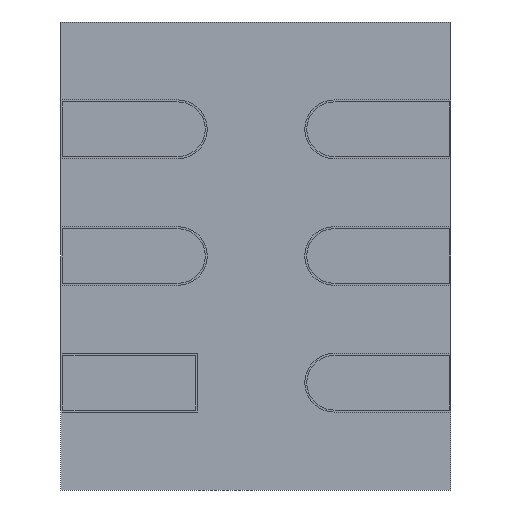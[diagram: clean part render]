
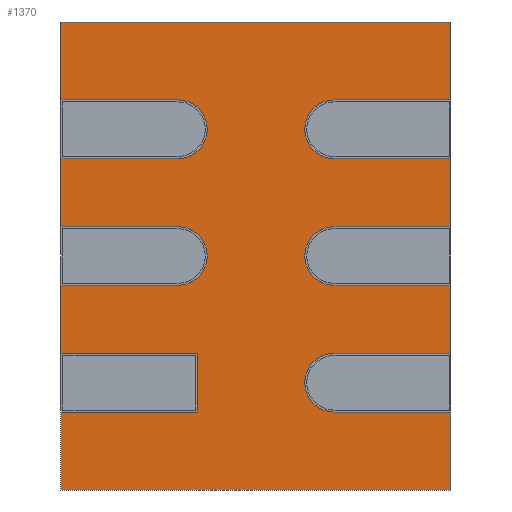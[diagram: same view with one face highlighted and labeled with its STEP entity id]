
A CAD part, front view. The second image highlights one B-rep face of the part: STEP entity #1370.
In plain terms, the highlighted planar face has unit normal (0, -1, 0).
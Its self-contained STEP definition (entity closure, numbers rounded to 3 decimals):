
#76=LINE('',#2006,#236);
#80=LINE('',#2015,#240);
#85=LINE('',#2025,#245);
#87=LINE('',#2028,#247);
#91=LINE('',#2036,#251);
#95=LINE('',#2044,#255);
#98=LINE('',#2050,#258);
#101=LINE('',#2056,#261);
#104=LINE('',#2061,#264);
#106=LINE('',#2066,#266);
#111=LINE('',#2080,#271);
#114=LINE('',#2086,#274);
#118=LINE('',#2097,#278);
#120=LINE('',#2101,#280);
#124=LINE('',#2112,#284);
#128=LINE('',#2125,#288);
#131=LINE('',#2131,#291);
#134=LINE('',#2138,#294);
#135=LINE('',#2142,#295);
#136=LINE('',#2143,#296);
#137=LINE('',#2144,#297);
#138=LINE('',#2145,#298);
#139=LINE('',#2146,#299);
#236=VECTOR('',#1650,10.);
#240=VECTOR('',#1656,10.);
#245=VECTOR('',#1663,10.);
#247=VECTOR('',#1665,10.);
#251=VECTOR('',#1669,10.);
#255=VECTOR('',#1673,10.);
#258=VECTOR('',#1678,10.);
#261=VECTOR('',#1683,10.);
#264=VECTOR('',#1688,10.);
#266=VECTOR('',#1692,10.);
#271=VECTOR('',#1705,10.);
#274=VECTOR('',#1710,10.);
#278=VECTOR('',#1722,10.);
#280=VECTOR('',#1726,10.);
#284=VECTOR('',#1738,10.);
#288=VECTOR('',#1750,10.);
#291=VECTOR('',#1755,10.);
#294=VECTOR('',#1760,10.);
#295=VECTOR('',#1763,10.);
#296=VECTOR('',#1764,10.);
#297=VECTOR('',#1765,10.);
#298=VECTOR('',#1766,10.);
#299=VECTOR('',#1767,10.);
#434=PLANE('',#1472);
#515=FACE_OUTER_BOUND('',#588,.T.);
#588=EDGE_LOOP('',(#1152,#1153,#1154,#1155,#1156,#1157,#1158,#1159,#1160,
#1161,#1162,#1163,#1164,#1165,#1166,#1167,#1168,#1169,#1170,#1171,#1172,
#1173,#1174,#1175,#1176,#1177,#1178,#1179));
#631=CIRCLE('',#1454,0.15);
#633=CIRCLE('',#1459,0.15);
#635=CIRCLE('',#1464,0.15);
#637=CIRCLE('',#1468,0.15);
#639=CIRCLE('',#1473,0.15);
#691=VERTEX_POINT('',#2004);
#692=VERTEX_POINT('',#2005);
#695=VERTEX_POINT('',#2013);
#696=VERTEX_POINT('',#2014);
#700=VERTEX_POINT('',#2023);
#701=VERTEX_POINT('',#2027);
#704=VERTEX_POINT('',#2033);
#705=VERTEX_POINT('',#2035);
#708=VERTEX_POINT('',#2041);
#709=VERTEX_POINT('',#2043);
#711=VERTEX_POINT('',#2049);
#713=VERTEX_POINT('',#2055);
#715=VERTEX_POINT('',#2064);
#716=VERTEX_POINT('',#2065);
#719=VERTEX_POINT('',#2073);
#721=VERTEX_POINT('',#2079);
#723=VERTEX_POINT('',#2085);
#725=VERTEX_POINT('',#2091);
#727=VERTEX_POINT('',#2100);
#729=VERTEX_POINT('',#2106);
#731=VERTEX_POINT('',#2115);
#732=VERTEX_POINT('',#2116);
#735=VERTEX_POINT('',#2124);
#737=VERTEX_POINT('',#2130);
#739=VERTEX_POINT('',#2136);
#740=VERTEX_POINT('',#2137);
#741=VERTEX_POINT('',#2139);
#742=VERTEX_POINT('',#2141);
#837=EDGE_CURVE('',#691,#692,#76,.T.);
#841=EDGE_CURVE('',#695,#696,#80,.T.);
#846=EDGE_CURVE('',#700,#691,#85,.T.);
#848=EDGE_CURVE('',#696,#701,#87,.T.);
#852=EDGE_CURVE('',#704,#705,#91,.T.);
#856=EDGE_CURVE('',#708,#709,#95,.T.);
#859=EDGE_CURVE('',#704,#711,#98,.T.);
#862=EDGE_CURVE('',#711,#713,#101,.T.);
#865=EDGE_CURVE('',#713,#701,#104,.T.);
#867=EDGE_CURVE('',#715,#716,#106,.T.);
#871=EDGE_CURVE('',#716,#719,#631,.T.);
#874=EDGE_CURVE('',#719,#721,#111,.T.);
#877=EDGE_CURVE('',#708,#723,#114,.T.);
#880=EDGE_CURVE('',#723,#725,#633,.T.);
#883=EDGE_CURVE('',#725,#705,#118,.T.);
#885=EDGE_CURVE('',#700,#727,#120,.T.);
#888=EDGE_CURVE('',#727,#729,#635,.T.);
#891=EDGE_CURVE('',#729,#709,#124,.T.);
#893=EDGE_CURVE('',#731,#732,#637,.T.);
#897=EDGE_CURVE('',#732,#735,#128,.T.);
#900=EDGE_CURVE('',#737,#731,#131,.T.);
#903=EDGE_CURVE('',#739,#740,#134,.T.);
#904=EDGE_CURVE('',#740,#741,#639,.T.);
#905=EDGE_CURVE('',#741,#742,#135,.T.);
#906=EDGE_CURVE('',#692,#742,#136,.T.);
#907=EDGE_CURVE('',#715,#695,#137,.T.);
#908=EDGE_CURVE('',#737,#721,#138,.T.);
#909=EDGE_CURVE('',#739,#735,#139,.T.);
#1152=ORIENTED_EDGE('',*,*,#903,.T.);
#1153=ORIENTED_EDGE('',*,*,#904,.T.);
#1154=ORIENTED_EDGE('',*,*,#905,.T.);
#1155=ORIENTED_EDGE('',*,*,#906,.F.);
#1156=ORIENTED_EDGE('',*,*,#837,.F.);
#1157=ORIENTED_EDGE('',*,*,#846,.F.);
#1158=ORIENTED_EDGE('',*,*,#885,.T.);
#1159=ORIENTED_EDGE('',*,*,#888,.T.);
#1160=ORIENTED_EDGE('',*,*,#891,.T.);
#1161=ORIENTED_EDGE('',*,*,#856,.F.);
#1162=ORIENTED_EDGE('',*,*,#877,.T.);
#1163=ORIENTED_EDGE('',*,*,#880,.T.);
#1164=ORIENTED_EDGE('',*,*,#883,.T.);
#1165=ORIENTED_EDGE('',*,*,#852,.F.);
#1166=ORIENTED_EDGE('',*,*,#859,.T.);
#1167=ORIENTED_EDGE('',*,*,#862,.T.);
#1168=ORIENTED_EDGE('',*,*,#865,.T.);
#1169=ORIENTED_EDGE('',*,*,#848,.F.);
#1170=ORIENTED_EDGE('',*,*,#841,.F.);
#1171=ORIENTED_EDGE('',*,*,#907,.F.);
#1172=ORIENTED_EDGE('',*,*,#867,.T.);
#1173=ORIENTED_EDGE('',*,*,#871,.T.);
#1174=ORIENTED_EDGE('',*,*,#874,.T.);
#1175=ORIENTED_EDGE('',*,*,#908,.F.);
#1176=ORIENTED_EDGE('',*,*,#900,.T.);
#1177=ORIENTED_EDGE('',*,*,#893,.T.);
#1178=ORIENTED_EDGE('',*,*,#897,.T.);
#1179=ORIENTED_EDGE('',*,*,#909,.F.);
#1370=ADVANCED_FACE('',(#515),#434,.F.);
#1454=AXIS2_PLACEMENT_3D('',#2074,#1698,#1699);
#1459=AXIS2_PLACEMENT_3D('',#2092,#1715,#1716);
#1464=AXIS2_PLACEMENT_3D('',#2107,#1731,#1732);
#1468=AXIS2_PLACEMENT_3D('',#2117,#1742,#1743);
#1472=AXIS2_PLACEMENT_3D('',#2135,#1758,#1759);
#1473=AXIS2_PLACEMENT_3D('',#2140,#1761,#1762);
#1650=DIRECTION('',(1.,0.,0.));
#1656=DIRECTION('',(-1.,0.,0.));
#1663=DIRECTION('',(0.,0.,1.));
#1665=DIRECTION('',(0.,0.,1.));
#1669=DIRECTION('',(0.,0.,1.));
#1673=DIRECTION('',(0.,0.,1.));
#1678=DIRECTION('',(1.,0.,0.));
#1683=DIRECTION('',(0.,0.,-1.));
#1688=DIRECTION('',(-1.,0.,0.));
#1692=DIRECTION('',(-1.,0.,0.));
#1698=DIRECTION('center_axis',(0.,1.,0.));
#1699=DIRECTION('ref_axis',(0.,0.,-1.));
#1705=DIRECTION('',(1.,0.,0.));
#1710=DIRECTION('',(1.,0.,0.));
#1715=DIRECTION('center_axis',(0.,1.,0.));
#1716=DIRECTION('ref_axis',(0.,0.,1.));
#1722=DIRECTION('',(-1.,0.,0.));
#1726=DIRECTION('',(1.,0.,0.));
#1731=DIRECTION('center_axis',(0.,1.,0.));
#1732=DIRECTION('ref_axis',(0.,0.,1.));
#1738=DIRECTION('',(-1.,0.,0.));
#1742=DIRECTION('center_axis',(0.,1.,0.));
#1743=DIRECTION('ref_axis',(0.,0.,1.));
#1750=DIRECTION('',(1.,0.,0.));
#1755=DIRECTION('',(-1.,0.,0.));
#1758=DIRECTION('center_axis',(0.,1.,0.));
#1759=DIRECTION('ref_axis',(0.,0.,1.));
#1760=DIRECTION('',(-1.,0.,0.));
#1761=DIRECTION('center_axis',(0.,1.,0.));
#1762=DIRECTION('ref_axis',(0.,0.,1.));
#1763=DIRECTION('',(1.,0.,0.));
#1764=DIRECTION('',(0.,0.,-1.));
#1765=DIRECTION('',(0.,0.,-1.));
#1766=DIRECTION('',(0.,0.,-1.));
#1767=DIRECTION('',(0.,0.,-1.));
#2004=CARTESIAN_POINT('',(-1.,0.,1.2));
#2005=CARTESIAN_POINT('',(1.,0.,1.2));
#2006=CARTESIAN_POINT('',(-1.,0.,1.2));
#2013=CARTESIAN_POINT('',(1.,0.,-1.2));
#2014=CARTESIAN_POINT('',(-1.,0.,-1.2));
#2015=CARTESIAN_POINT('',(1.,0.,-1.2));
#2023=CARTESIAN_POINT('',(-1.,0.,0.8));
#2025=CARTESIAN_POINT('',(-1.,0.,-1.2));
#2027=CARTESIAN_POINT('',(-1.,0.,-0.8));
#2028=CARTESIAN_POINT('',(-1.,0.,-1.2));
#2033=CARTESIAN_POINT('',(-1.,0.,-0.5));
#2035=CARTESIAN_POINT('',(-1.,0.,-0.15));
#2036=CARTESIAN_POINT('',(-1.,0.,-1.2));
#2041=CARTESIAN_POINT('',(-1.,0.,0.15));
#2043=CARTESIAN_POINT('',(-1.,0.,0.5));
#2044=CARTESIAN_POINT('',(-1.,0.,-1.2));
#2049=CARTESIAN_POINT('',(-0.3,0.,-0.5));
#2050=CARTESIAN_POINT('',(-0.5,0.,-0.5));
#2055=CARTESIAN_POINT('',(-0.3,0.,-0.8));
#2056=CARTESIAN_POINT('',(-0.3,0.,-0.25));
#2061=CARTESIAN_POINT('',(-0.15,0.,-0.8));
#2064=CARTESIAN_POINT('',(1.,0.,-0.8));
#2065=CARTESIAN_POINT('',(0.4,0.,-0.8));
#2066=CARTESIAN_POINT('',(0.5,0.,-0.8));
#2073=CARTESIAN_POINT('',(0.4,0.,-0.5));
#2074=CARTESIAN_POINT('Origin',(0.4,0.,-0.65));
#2079=CARTESIAN_POINT('',(1.,0.,-0.5));
#2080=CARTESIAN_POINT('',(0.2,0.,-0.5));
#2085=CARTESIAN_POINT('',(-0.4,0.,0.15));
#2086=CARTESIAN_POINT('',(-0.5,0.,0.15));
#2091=CARTESIAN_POINT('',(-0.4,0.,-0.15));
#2092=CARTESIAN_POINT('Origin',(-0.4,0.,0.));
#2097=CARTESIAN_POINT('',(-0.2,0.,-0.15));
#2100=CARTESIAN_POINT('',(-0.4,0.,0.8));
#2101=CARTESIAN_POINT('',(-0.5,0.,0.8));
#2106=CARTESIAN_POINT('',(-0.4,0.,0.5));
#2107=CARTESIAN_POINT('Origin',(-0.4,0.,0.65));
#2112=CARTESIAN_POINT('',(-0.2,0.,0.5));
#2115=CARTESIAN_POINT('',(0.4,0.,-0.15));
#2116=CARTESIAN_POINT('',(0.4,0.,0.15));
#2117=CARTESIAN_POINT('Origin',(0.4,0.,0.));
#2124=CARTESIAN_POINT('',(1.,0.,0.15));
#2125=CARTESIAN_POINT('',(0.2,0.,0.15));
#2130=CARTESIAN_POINT('',(1.,0.,-0.15));
#2131=CARTESIAN_POINT('',(0.5,0.,-0.15));
#2135=CARTESIAN_POINT('Origin',(0.,0.,0.));
#2136=CARTESIAN_POINT('',(1.,0.,0.5));
#2137=CARTESIAN_POINT('',(0.4,0.,0.5));
#2138=CARTESIAN_POINT('',(0.5,0.,0.5));
#2139=CARTESIAN_POINT('',(0.4,0.,0.8));
#2140=CARTESIAN_POINT('Origin',(0.4,0.,0.65));
#2141=CARTESIAN_POINT('',(1.,0.,0.8));
#2142=CARTESIAN_POINT('',(0.2,0.,0.8));
#2143=CARTESIAN_POINT('',(1.,0.,1.2));
#2144=CARTESIAN_POINT('',(1.,0.,1.2));
#2145=CARTESIAN_POINT('',(1.,0.,1.2));
#2146=CARTESIAN_POINT('',(1.,0.,1.2));
